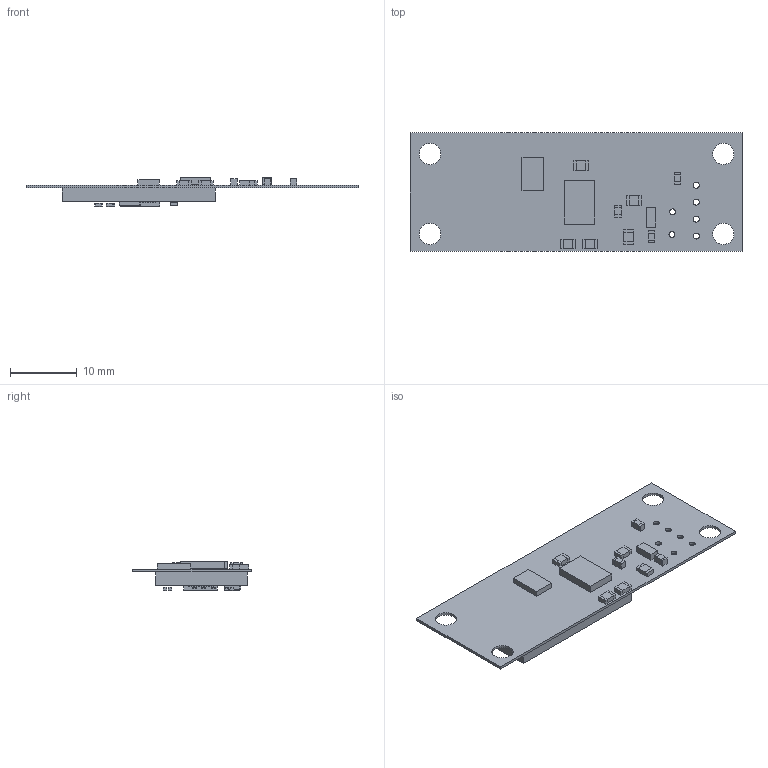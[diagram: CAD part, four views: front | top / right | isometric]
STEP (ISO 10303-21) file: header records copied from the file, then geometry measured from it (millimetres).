
FILE_DESCRIPTION(('Open CASCADE Model'),'2;1');
FILE_NAME('Open CASCADE Shape Model','2019-02-04T13:49:25',('Author'),( 'Open CASCADE'),'Open CASCADE STEP processor 6.8','Open CASCADE 6.8' ,'Unknown');
FILE_SCHEMA(('AUTOMOTIVE_DESIGN { 1 0 10303 214 1 1 1 1 }'));
Length unit declared in the file: millimetre
Products named in the file (46): PCB; Board; R4; -660815568; Extruded; -660815760; R2; R1; -660815952; -660816144; X1; -660919888; U1; -660920080; 栖闉罻1; 櫻蠉錪1^User_Library-JDY-10; User_Library-JDY-10_CAPC-0402-T0.55-BN; User_Library-JDY-10_SOLID; User_Library-JDY-10_CAPC-0402-T0.55-BN-1; User_Library-JDY-10_CAPC-0402-T0.55-BN-2; User_Library-JDY-10_CAPC-0402-T0.55-BN-3; User_Library-JDY-10_CAPC-0402-T0.55-BN-4; User_Library-JDY-10_CAPC-0402-T0.55-BN-5; User_Library-JDY-10_CAPC-0402-T0.55-BN-6; User_Library-JDY-10_COMPOUND_2; User_Library-JDY-10_CRYSTAL_3.2X2.5; User_Library-JDY-10_Designator2; User_Library-JDY-10_QFN-32UH; C2; -660920656; -660920464; C1; Q1; -660920272; R3; C3
Assembly tree (69 placements, depth 5):
  PCB
    Board
    R4
      -660815568  x2
        Extruded
      -660815760
        Extruded
    R2
      -660815568  x2
        Extruded
      -660815760
        Extruded
    R1
      -660815952  x2
        Extruded
      -660816144
        Extruded
    X1
      -660919888
        Extruded
    U1
      -660920080
        Extruded
    R2
      -660815568  x2
        Extruded
      -660815760
        Extruded
    U1
      栖闉罻1
        櫻蠉錪1^User_Library-JDY-10
        User_Library-JDY-10_CAPC-0402-T0.55-BN
          User_Library-JDY-10_SOLID
        User_Library-JDY-10_CAPC-0402-T0.55-BN-1
          User_Library-JDY-10_SOLID
        User_Library-JDY-10_CAPC-0402-T0.55-BN-2
          User_Library-JDY-10_SOLID
        User_Library-JDY-10_CAPC-0402-T0.55-BN-3
          User_Library-JDY-10_SOLID
        User_Library-JDY-10_CAPC-0402-T0.55-BN-4
          User_Library-JDY-10_SOLID
        User_Library-JDY-10_CAPC-0402-T0.55-BN-5
          User_Library-JDY-10_SOLID
        User_Library-JDY-10_CAPC-0402-T0.55-BN-6
          User_Library-JDY-10_SOLID
        User_Library-JDY-10_COMPOUND_2
        User_Library-JDY-10_CRYSTAL_3.2X2.5
        User_Library-JDY-10_Designator2
          User_Library-JDY-10_QFN-32UH
    C2
      -660920656  x2
        Extruded
      -660920464
        Extruded
    C1
      -660920656  x2
        Extruded
      -660920464
        Extruded
    Q1
Bounding box: 49.8 x 17.78 x 4.43 mm (x, y, z)
Volume: 1068 mm3; surface area: 2971.5 mm2
Topology: 47 solids, 47 shells, 744 faces, 1828 edges, 1124 vertices
Faces by surface type: plane 500, cylinder 184, bspline 60
Full cylindrical faces by diameter (mm): 0.9 x6, 3.2 x4
Entity records: 16150 total; most frequent: CARTESIAN_POINT 2826, DIRECTION 2560, ORIENTED_EDGE 2536, EDGE_CURVE 1268, LINE 1036, VECTOR 1036, VERTEX_POINT 836, AXIS2_PLACEMENT_3D 762
